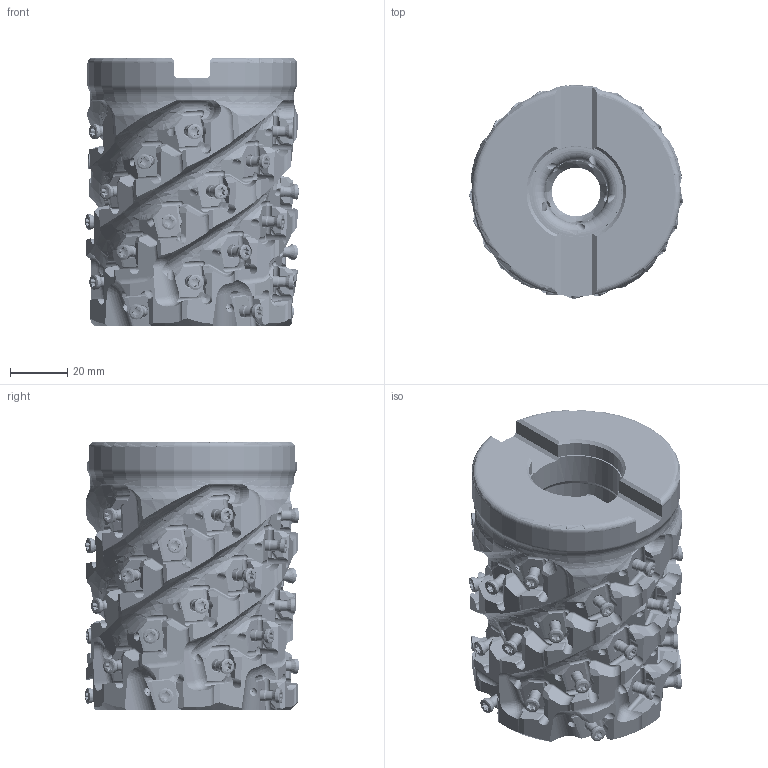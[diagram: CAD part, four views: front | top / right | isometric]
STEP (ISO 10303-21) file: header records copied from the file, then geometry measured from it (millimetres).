
FILE_DESCRIPTION(/* description */ (''),/* implementation_level */ '2;1');
FILE_NAME(/* name */ 'VPX300UR3_0005AA2835.stp',/* time_stamp */ '2021-06-22T11:13:25+09:00',/* author */ (''),/* organization */ (''),/* preprocessor_version */ 'ST-DEVELOPER v16',/* originating_system */ 'SIEMENS PLM Software NX 10.0',/* authorisation */ '');
FILE_SCHEMA (('AUTOMOTIVE_DESIGN { 1 0 10303 214 3 1 1 1 }'));
Products named in the file (1): VPX300UR3_0005AA2835_ASM
Bounding box: 74.45 x 74.61 x 93.65 mm (x, y, z)
Volume: 261728.8 mm3; surface area: 60685.4 mm2
Topology: 36 solids, 36 shells, 3900 faces, 10827 edges, 6972 vertices
Faces by surface type: cylinder 1776, plane 1022, cone 392, torus 318, sphere 255, extrusion 110, bspline 27
Entity records: 157444 total; most frequent: CARTESIAN_POINT 58991, ORIENTED_EDGE 21214, DIRECTION 19943, EDGE_CURVE 10607, AXIS2_PLACEMENT_3D 8040, VERTEX_POINT 6934, EDGE_LOOP 4127, ADVANCED_FACE 3900
